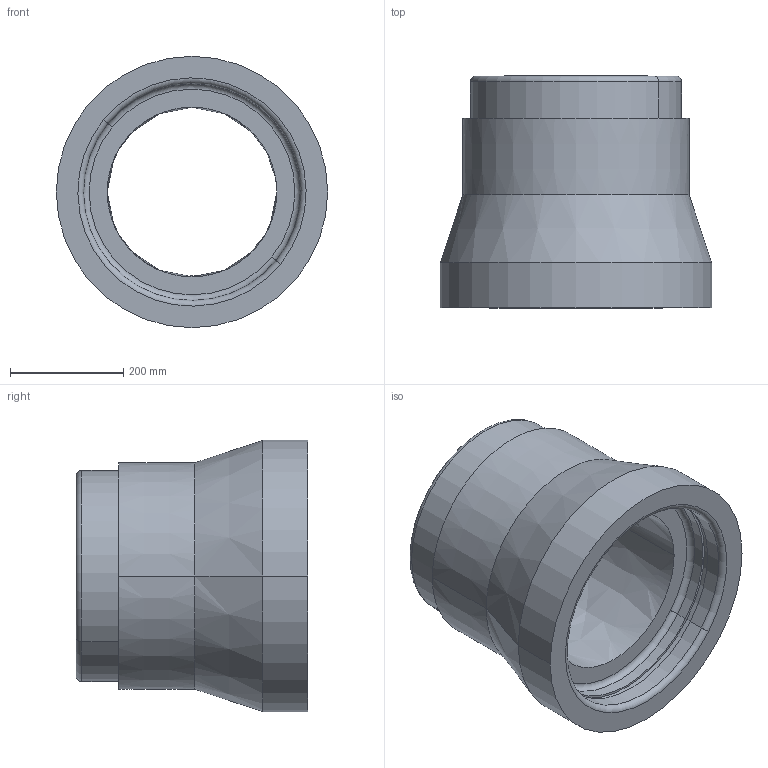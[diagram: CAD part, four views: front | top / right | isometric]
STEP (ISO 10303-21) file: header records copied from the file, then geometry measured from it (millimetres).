
FILE_DESCRIPTION (( 'STEP AP203' ), '1' );
FILE_NAME ('Rudus 1203030 EK-soviteputki 300x330.step', '2020-02-28T07:25:55', ( '' ), ( '' ), 'SwSTEP 2.0', 'SolidWorks 2019', '' );
FILE_SCHEMA (( 'CONFIG_CONTROL_DESIGN' ));
Length unit declared in the file: millimetre
Products named in the file (2): EK-osa-putkirunko; Rudus 1203030 EK-soviteputki 300x330
Assembly tree (1 placements, depth 2):
  Rudus 1203030 EK-soviteputki 300x330
    EK-osa-putkirunko
Bounding box: 480 x 410 x 480 mm (x, y, z)
Volume: 25219520.1 mm3; surface area: 1117014.1 mm2
Topology: 1 solids, 1 shells, 67 faces, 251 edges, 192 vertices
Faces by surface type: bspline 38, cylinder 12, plane 7, torus 6, cone 4
Entity records: 11460 total; most frequent: CARTESIAN_POINT 9351, ORIENTED_EDGE 502, DIRECTION 288, EDGE_CURVE 251, VERTEX_POINT 192, AXIS2_PLACEMENT_3D 135, B_SPLINE_CURVE_WITH_KNOTS 131, CIRCLE 102
